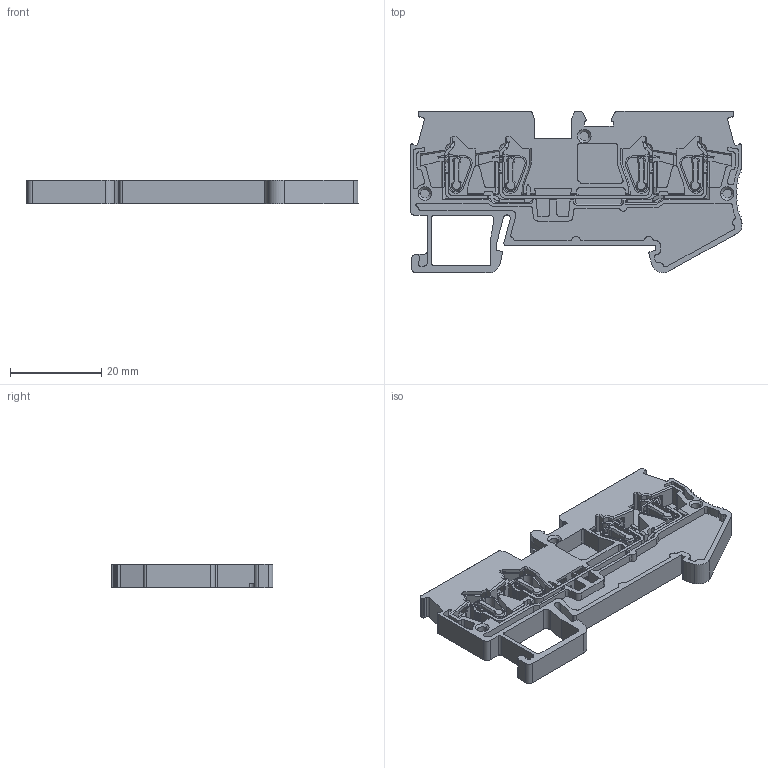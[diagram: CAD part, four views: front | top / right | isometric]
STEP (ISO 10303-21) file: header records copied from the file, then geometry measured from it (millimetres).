
FILE_DESCRIPTION (( 'STEP AP214' ), '1' );
FILE_NAME ('FJ6-2.5-4.STEP', '2024-08-23T11:01:48', ( 'Windows User' ), ( 'P R C' ), 'SwSTEP 2.0', 'SolidWorks 2018', '' );
FILE_SCHEMA (( 'AUTOMOTIVE_DESIGN' ));
Length unit declared in the file: millimetre
Products named in the file (1): FJ6-2.5-4
Bounding box: 72.93 x 35.51 x 5.18 mm (x, y, z)
Volume: 5086.1 mm3; surface area: 11205.6 mm2
Topology: 6 solids, 6 shells, 1234 faces, 3535 edges, 2312 vertices
Faces by surface type: plane 721, cylinder 470, cone 31, bspline 12
Entity records: 41198 total; most frequent: CARTESIAN_POINT 9286, ORIENTED_EDGE 7070, DIRECTION 6157, EDGE_CURVE 3535, LINE 2437, VECTOR 2437, VERTEX_POINT 2312, AXIS2_PLACEMENT_3D 1860
